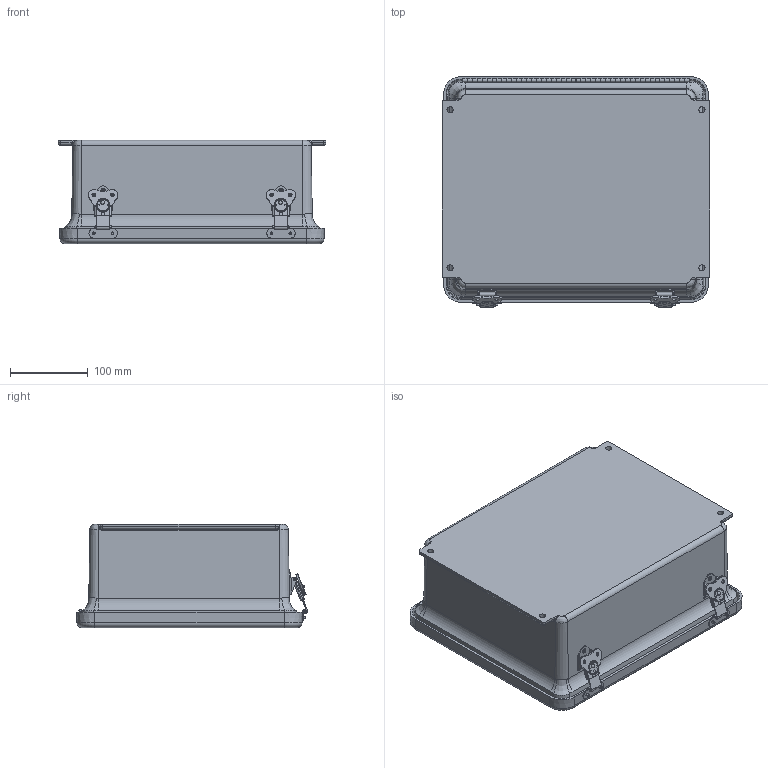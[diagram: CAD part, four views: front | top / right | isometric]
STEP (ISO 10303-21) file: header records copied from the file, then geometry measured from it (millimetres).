
FILE_DESCRIPTION(/* description */ (''),/* implementation_level */ '2;1');
FILE_NAME(/* name */ 'HW-J1210CHTL.stp',/* time_stamp */ '2016-08-22T08:17:19-05:00',/* author */ ('lieb_t'),/* organization */ (''),/* preprocessor_version */ 'ST-DEVELOPER v16.5',/* originating_system */ 'Autodesk Inventor 2017',/* authorisation */ '');
FILE_SCHEMA (('CONFIG_CONTROL_DESIGN'));
Length unit declared in the file: inch
Products named in the file (24): HW-J1210CHTL; J1210HL; WP1210HWU; J1210HLCVR; 1210H; RMINS45821P; RMHING11-1/2; RMHINGBOX11; RMHINGCOV11; RMHINGPIN11; RMRIV43; RMKEEPLL150; SW3dPS-K3-0334-52_K3-0334-07; RMLATJLL150; SW3dPS-K3-2347-52_K3_Rivet; SW3dPS-K3-2347-52_K3-2347-07_K3_Slide_No.3_Link_Lock_clf; SW3dPS-K3-2347-52_k3_anchor_plate_clf; SW3dPS-K3-2347-52_k3_Link_Lock_Housing; SW3dPS-K3-2347-52_k3_upper_cam_clf1; SW3dPS-K3-2347-52_k3_wing_clf1; SW3dPS-K3-2347-52_K3_Rivet_Anchor_Plate; SW3dPS-K3-2347-52_k3_cam_lower_clf; SW3dPS-K3-2347-52_k3_cap_spring_clf; RMRIV44
Assembly tree (38 placements, depth 3):
  HW-J1210CHTL
    J1210HL
    WP1210HWU
      J1210HLCVR
      1210H
    RMINS45821P  x4
    RMHING11-1/2
      RMHINGBOX11
      RMHINGCOV11
      RMHINGPIN11
      RMRIV43  x8
    RMKEEPLL150  x2
      SW3dPS-K3-0334-52_K3-0334-07
      RMRIV44
    RMLATJLL150  x2
      SW3dPS-K3-2347-52_K3_Rivet
      SW3dPS-K3-2347-52_K3-2347-07_K3_Slide_No.3_Link_Lock_clf
      SW3dPS-K3-2347-52_k3_anchor_plate_clf
      SW3dPS-K3-2347-52_k3_Link_Lock_Housing
      SW3dPS-K3-2347-52_k3_upper_cam_clf1
      SW3dPS-K3-2347-52_k3_wing_clf1
      SW3dPS-K3-2347-52_K3_Rivet_Anchor_Plate
      SW3dPS-K3-2347-52_k3_cam_lower_clf
      SW3dPS-K3-2347-52_k3_cap_spring_clf
      RMRIV44
Bounding box: 344.5 x 297.44 x 132.97 mm (x, y, z)
Volume: 1411182.8 mm3; surface area: 772494.9 mm2
Topology: 46 solids, 46 shells, 1137 faces, 2803 edges, 1806 vertices
Faces by surface type: plane 480, cylinder 469, bspline 72, torus 68, cone 30, sphere 18
Full cylindrical faces by diameter (mm): 1.702 x2, 2.159 x47, 2.21 x2, 2.489 x4, 2.64 x16, 2.794 x2, 3.175 x18, 3.3 x4, 3.327 x8, 3.378 x4, 3.429 x2, 3.556 x18, 3.861 x8, 4.039 x4, 4.572 x2, 4.75 x4, 4.8 x2, 4.851 x4, 5.41 x2, 5.537 x4, 6.35 x2, 6.858 x4, 7.264 x2, 7.925 x4, 13.335 x2, 13.589 x2, 15.494 x2, 16.764 x2
Entity records: 27719 total; most frequent: CARTESIAN_POINT 6419, DIRECTION 4490, ORIENTED_EDGE 3974, EDGE_CURVE 1987, AXIS2_PLACEMENT_3D 1727, VERTEX_POINT 1333, EDGE_LOOP 1176, LINE 1036
